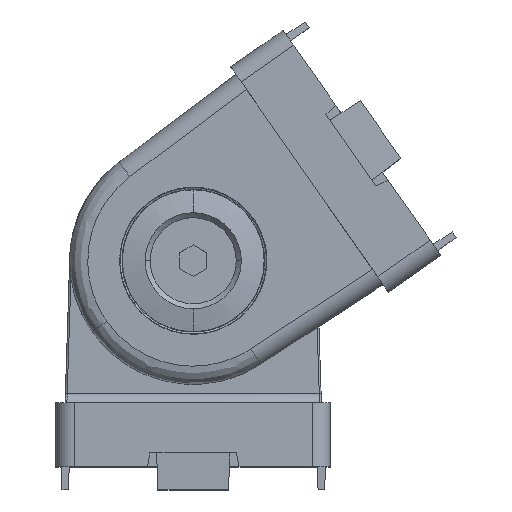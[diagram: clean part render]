
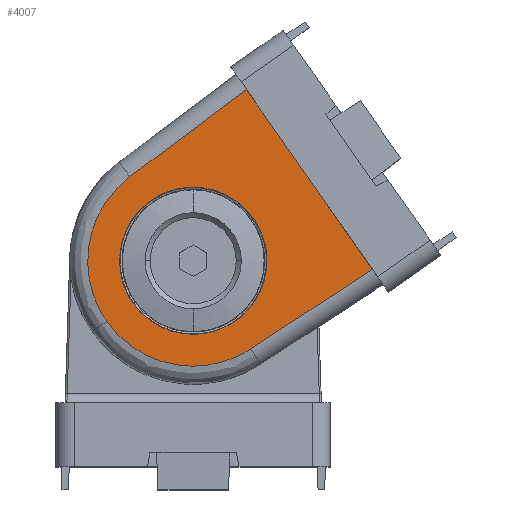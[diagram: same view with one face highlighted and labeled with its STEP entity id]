
A CAD part, top view. The second image highlights one B-rep face of the part: STEP entity #4007.
In plain terms, the highlighted face is planar.
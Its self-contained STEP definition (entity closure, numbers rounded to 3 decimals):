
#69 = EDGE_LOOP ( 'NONE', ( #3628, #3612, #3607, #3629, #3546 ) ) ;
#197 = AXIS2_PLACEMENT_3D ( 'NONE', #2105, #2103, #2109 ) ;
#497 = FACE_OUTER_BOUND ( 'NONE', #69, .T. ) ;
#510 = FACE_BOUND ( 'NONE', #4569, .T. ) ;
#637 = VECTOR ( 'NONE', #4330, 1000. ) ;
#639 = LINE ( 'NONE', #3038, #637 ) ;
#1048 = LINE ( 'NONE', #2966, #1060 ) ;
#1060 = VECTOR ( 'NONE', #2975, 1000. ) ;
#1069 = LINE ( 'NONE', #2936, #1074 ) ;
#1074 = VECTOR ( 'NONE', #2982, 1000. ) ;
#1077 =( BOUNDED_CURVE ( )  B_SPLINE_CURVE ( 3, ( #4464, #4458, #4468, #4469 ),
 .UNSPECIFIED., .F., .F. ) 
 B_SPLINE_CURVE_WITH_KNOTS ( ( 4, 4 ),
 ( 0., 1.539 ),
 .UNSPECIFIED. ) 
 CURVE ( )  GEOMETRIC_REPRESENTATION_ITEM ( )  RATIONAL_B_SPLINE_CURVE ( ( 1., 0.812, 0.812, 1. ) ) 
 REPRESENTATION_ITEM ( '' )  );
#1122 =( BOUNDED_CURVE ( )  B_SPLINE_CURVE ( 3, ( #4467, #4470, #4474, #4475 ),
 .UNSPECIFIED., .F., .F. ) 
 B_SPLINE_CURVE_WITH_KNOTS ( ( 4, 4 ),
 ( 0., 3.142 ),
 .UNSPECIFIED. ) 
 CURVE ( )  GEOMETRIC_REPRESENTATION_ITEM ( )  RATIONAL_B_SPLINE_CURVE ( ( 1., 0.333, 0.333, 1. ) ) 
 REPRESENTATION_ITEM ( '' )  );
#1149 =( BOUNDED_CURVE ( )  B_SPLINE_CURVE ( 3, ( #3036, #3014, #2995, #3040 ),
 .UNSPECIFIED., .F., .F. ) 
 B_SPLINE_CURVE_WITH_KNOTS ( ( 4, 4 ),
 ( 3.142, 6.283 ),
 .UNSPECIFIED. ) 
 CURVE ( )  GEOMETRIC_REPRESENTATION_ITEM ( )  RATIONAL_B_SPLINE_CURVE ( ( 1., 0.333, 0.333, 1. ) ) 
 REPRESENTATION_ITEM ( '' )  );
#1159 =( BOUNDED_CURVE ( )  B_SPLINE_CURVE ( 3, ( #2987, #2980, #2977, #2991 ),
 .UNSPECIFIED., .F., .F. ) 
 B_SPLINE_CURVE_WITH_KNOTS ( ( 4, 4 ),
 ( 4.744, 6.283 ),
 .UNSPECIFIED. ) 
 CURVE ( )  GEOMETRIC_REPRESENTATION_ITEM ( )  RATIONAL_B_SPLINE_CURVE ( ( 1., 0.812, 0.812, 1. ) ) 
 REPRESENTATION_ITEM ( '' )  );
#1392 = EDGE_CURVE ( 'NONE', #3695, #3066, #1048, .T. ) ;
#1393 = EDGE_CURVE ( 'NONE', #3066, #3042, #1069, .T. ) ;
#1394 = EDGE_CURVE ( 'NONE', #3011, #3696, #1159, .T. ) ;
#1402 = EDGE_CURVE ( 'NONE', #2956, #3698, #1149, .T. ) ;
#1408 = EDGE_CURVE ( 'NONE', #3042, #3011, #639, .T. ) ;
#1465 = EDGE_CURVE ( 'NONE', #3696, #3695, #1077, .T. ) ;
#1467 = EDGE_CURVE ( 'NONE', #3698, #2956, #1122, .T. ) ;
#1677 = CARTESIAN_POINT ( 'NONE',  ( 0., 13.589, 30.538 ) ) ;
#1710 = CARTESIAN_POINT ( 'NONE',  ( -11.494, 13.722, 22.901 ) ) ;
#1727 = CARTESIAN_POINT ( 'NONE',  ( -12., 14., 7. ) ) ;
#1749 = CARTESIAN_POINT ( 'NONE',  ( 12., 14., 7. ) ) ;
#1844 = CARTESIAN_POINT ( 'NONE',  ( 11.494, 13.722, 22.901 ) ) ;
#1845 = CARTESIAN_POINT ( 'NONE',  ( 0., 13.528, 34.035 ) ) ;
#1847 = CARTESIAN_POINT ( 'NONE',  ( 0., 13.87, 14.452 ) ) ;
#2103 = DIRECTION ( 'NONE',  ( 0., -1., -0.017 ) ) ;
#2105 = CARTESIAN_POINT ( 'NONE',  ( -15., 14., 7. ) ) ;
#2107 = PLANE ( 'NONE',  #197 ) ;
#2109 = DIRECTION ( 'NONE',  ( 0., 0.017, -1. ) ) ;
#2936 = CARTESIAN_POINT ( 'NONE',  ( -14., 14., 7. ) ) ;
#2956 = VERTEX_POINT ( 'NONE', #1677 ) ;
#2966 = CARTESIAN_POINT ( 'NONE',  ( 11.973, 13.985, 7.858 ) ) ;
#2975 = DIRECTION ( 'NONE',  ( 0.032, 0.017, -0.999 ) ) ;
#2977 = CARTESIAN_POINT ( 'NONE',  ( -6.568, 13.528, 34.035 ) ) ;
#2980 = CARTESIAN_POINT ( 'NONE',  ( -11.285, 13.608, 29.465 ) ) ;
#2982 = DIRECTION ( 'NONE',  ( -1., 0., 0. ) ) ;
#2987 = CARTESIAN_POINT ( 'NONE',  ( -11.494, 13.722, 22.901 ) ) ;
#2991 = CARTESIAN_POINT ( 'NONE',  ( 0., 13.528, 34.035 ) ) ;
#2995 = CARTESIAN_POINT ( 'NONE',  ( 16.086, 13.87, 14.452 ) ) ;
#3011 = VERTEX_POINT ( 'NONE', #1710 ) ;
#3014 = CARTESIAN_POINT ( 'NONE',  ( 16.086, 13.589, 30.538 ) ) ;
#3036 = CARTESIAN_POINT ( 'NONE',  ( 0., 13.589, 30.538 ) ) ;
#3038 = CARTESIAN_POINT ( 'NONE',  ( -12.003, 14.002, 6.905 ) ) ;
#3040 = CARTESIAN_POINT ( 'NONE',  ( 0., 13.87, 14.452 ) ) ;
#3042 = VERTEX_POINT ( 'NONE', #1727 ) ;
#3066 = VERTEX_POINT ( 'NONE', #1749 ) ;
#3546 = ORIENTED_EDGE ( 'NONE', *, *, #1408, .T. ) ;
#3607 = ORIENTED_EDGE ( 'NONE', *, *, #1392, .T. ) ;
#3612 = ORIENTED_EDGE ( 'NONE', *, *, #1465, .T. ) ;
#3624 = ORIENTED_EDGE ( 'NONE', *, *, #1402, .F. ) ;
#3625 = ORIENTED_EDGE ( 'NONE', *, *, #1467, .F. ) ;
#3628 = ORIENTED_EDGE ( 'NONE', *, *, #1394, .T. ) ;
#3629 = ORIENTED_EDGE ( 'NONE', *, *, #1393, .T. ) ;
#3695 = VERTEX_POINT ( 'NONE', #1844 ) ;
#3696 = VERTEX_POINT ( 'NONE', #1845 ) ;
#3698 = VERTEX_POINT ( 'NONE', #1847 ) ;
#4007 = ADVANCED_FACE ( 'NONE', ( #497, #510 ), #2107, .F. ) ;
#4330 = DIRECTION ( 'NONE',  ( 0.032, -0.017, 0.999 ) ) ;
#4458 = CARTESIAN_POINT ( 'NONE',  ( 6.568, 13.528, 34.035 ) ) ;
#4464 = CARTESIAN_POINT ( 'NONE',  ( 0., 13.528, 34.035 ) ) ;
#4467 = CARTESIAN_POINT ( 'NONE',  ( 0., 13.87, 14.452 ) ) ;
#4468 = CARTESIAN_POINT ( 'NONE',  ( 11.285, 13.608, 29.465 ) ) ;
#4469 = CARTESIAN_POINT ( 'NONE',  ( 11.494, 13.722, 22.901 ) ) ;
#4470 = CARTESIAN_POINT ( 'NONE',  ( -16.086, 13.87, 14.452 ) ) ;
#4474 = CARTESIAN_POINT ( 'NONE',  ( -16.086, 13.589, 30.538 ) ) ;
#4475 = CARTESIAN_POINT ( 'NONE',  ( 0., 13.589, 30.538 ) ) ;
#4569 = EDGE_LOOP ( 'NONE', ( #3624, #3625 ) ) ;
